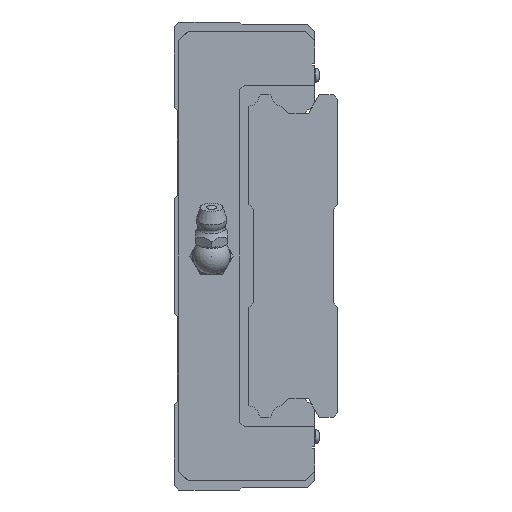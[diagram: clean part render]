
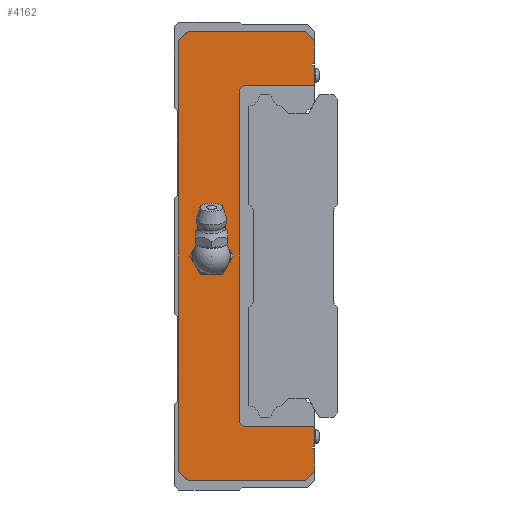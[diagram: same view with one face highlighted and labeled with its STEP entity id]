
A CAD part, left-side view. The second image highlights one B-rep face of the part: STEP entity #4162.
In plain terms, the highlighted planar face has unit normal (-1, 0, 0).
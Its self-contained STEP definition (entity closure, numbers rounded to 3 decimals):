
#124=LINE('',#6298,#548);
#139=LINE('',#6329,#563);
#146=LINE('',#6343,#570);
#150=LINE('',#6350,#574);
#158=LINE('',#6367,#582);
#161=LINE('',#6372,#585);
#180=LINE('',#6412,#604);
#181=LINE('',#6415,#605);
#182=LINE('',#6416,#606);
#183=LINE('',#6417,#607);
#184=LINE('',#6419,#608);
#185=LINE('',#6421,#609);
#186=LINE('',#6423,#610);
#187=LINE('',#6425,#611);
#188=LINE('',#6427,#612);
#189=LINE('',#6429,#613);
#190=LINE('',#6431,#614);
#191=LINE('',#6433,#615);
#192=LINE('',#6435,#616);
#193=LINE('',#6437,#617);
#194=LINE('',#6439,#618);
#195=LINE('',#6441,#619);
#548=VECTOR('',#4985,1000.);
#563=VECTOR('',#5002,1000.);
#570=VECTOR('',#5013,1000.);
#574=VECTOR('',#5019,1000.);
#582=VECTOR('',#5029,1000.);
#585=VECTOR('',#5034,1000.);
#604=VECTOR('',#5063,1000.);
#605=VECTOR('',#5064,1000.);
#606=VECTOR('',#5065,1000.);
#607=VECTOR('',#5066,1000.);
#608=VECTOR('',#5067,1000.);
#609=VECTOR('',#5068,1000.);
#610=VECTOR('',#5069,1000.);
#611=VECTOR('',#5070,1000.);
#612=VECTOR('',#5071,1000.);
#613=VECTOR('',#5072,1000.);
#614=VECTOR('',#5073,1000.);
#615=VECTOR('',#5074,1000.);
#616=VECTOR('',#5075,1000.);
#617=VECTOR('',#5076,1000.);
#618=VECTOR('',#5077,1000.);
#619=VECTOR('',#5078,1000.);
#937=PLANE('',#4473);
#1138=CIRCLE('',#4474,3.);
#1514=ORIENTED_EDGE('',*,*,#2554,.T.);
#1515=ORIENTED_EDGE('',*,*,#2555,.F.);
#1516=ORIENTED_EDGE('',*,*,#2556,.F.);
#1517=ORIENTED_EDGE('',*,*,#2523,.F.);
#1518=ORIENTED_EDGE('',*,*,#2519,.F.);
#1519=ORIENTED_EDGE('',*,*,#2512,.F.);
#1520=ORIENTED_EDGE('',*,*,#2557,.F.);
#1521=ORIENTED_EDGE('',*,*,#2497,.F.);
#1522=ORIENTED_EDGE('',*,*,#2534,.F.);
#1523=ORIENTED_EDGE('',*,*,#2531,.F.);
#1524=ORIENTED_EDGE('',*,*,#2558,.F.);
#1525=ORIENTED_EDGE('',*,*,#2559,.F.);
#1526=ORIENTED_EDGE('',*,*,#2560,.F.);
#1527=ORIENTED_EDGE('',*,*,#2561,.F.);
#1528=ORIENTED_EDGE('',*,*,#2562,.F.);
#1529=ORIENTED_EDGE('',*,*,#2563,.T.);
#1530=ORIENTED_EDGE('',*,*,#2564,.T.);
#1531=ORIENTED_EDGE('',*,*,#2565,.T.);
#1532=ORIENTED_EDGE('',*,*,#2566,.T.);
#1533=ORIENTED_EDGE('',*,*,#2567,.T.);
#1534=ORIENTED_EDGE('',*,*,#2568,.F.);
#1535=ORIENTED_EDGE('',*,*,#2569,.F.);
#1536=ORIENTED_EDGE('',*,*,#2570,.F.);
#2497=EDGE_CURVE('',#3034,#3035,#124,.T.);
#2512=EDGE_CURVE('',#3049,#3050,#139,.T.);
#2519=EDGE_CURVE('',#3050,#3055,#146,.T.);
#2523=EDGE_CURVE('',#3055,#3057,#150,.T.);
#2531=EDGE_CURVE('',#3064,#3065,#158,.T.);
#2534=EDGE_CURVE('',#3065,#3034,#161,.T.);
#2554=EDGE_CURVE('',#3081,#3081,#1138,.T.);
#2555=EDGE_CURVE('',#3082,#3083,#180,.T.);
#2556=EDGE_CURVE('',#3057,#3082,#181,.T.);
#2557=EDGE_CURVE('',#3035,#3049,#182,.T.);
#2558=EDGE_CURVE('',#3084,#3064,#183,.T.);
#2559=EDGE_CURVE('',#3085,#3084,#184,.T.);
#2560=EDGE_CURVE('',#3086,#3085,#185,.T.);
#2561=EDGE_CURVE('',#3087,#3086,#186,.T.);
#2562=EDGE_CURVE('',#3088,#3087,#187,.T.);
#2563=EDGE_CURVE('',#3088,#3089,#188,.T.);
#2564=EDGE_CURVE('',#3089,#3090,#189,.T.);
#2565=EDGE_CURVE('',#3090,#3091,#190,.T.);
#2566=EDGE_CURVE('',#3091,#3092,#191,.T.);
#2567=EDGE_CURVE('',#3092,#3093,#192,.T.);
#2568=EDGE_CURVE('',#3094,#3093,#193,.T.);
#2569=EDGE_CURVE('',#3095,#3094,#194,.T.);
#2570=EDGE_CURVE('',#3083,#3095,#195,.T.);
#3034=VERTEX_POINT('',#6297);
#3035=VERTEX_POINT('',#6299);
#3049=VERTEX_POINT('',#6328);
#3050=VERTEX_POINT('',#6330);
#3055=VERTEX_POINT('',#6344);
#3057=VERTEX_POINT('',#6351);
#3064=VERTEX_POINT('',#6366);
#3065=VERTEX_POINT('',#6368);
#3081=VERTEX_POINT('',#6411);
#3082=VERTEX_POINT('',#6413);
#3083=VERTEX_POINT('',#6414);
#3084=VERTEX_POINT('',#6418);
#3085=VERTEX_POINT('',#6420);
#3086=VERTEX_POINT('',#6422);
#3087=VERTEX_POINT('',#6424);
#3088=VERTEX_POINT('',#6426);
#3089=VERTEX_POINT('',#6428);
#3090=VERTEX_POINT('',#6430);
#3091=VERTEX_POINT('',#6432);
#3092=VERTEX_POINT('',#6434);
#3093=VERTEX_POINT('',#6436);
#3094=VERTEX_POINT('',#6438);
#3095=VERTEX_POINT('',#6440);
#3449=EDGE_LOOP('',(#1514));
#3450=EDGE_LOOP('',(#1515,#1516,#1517,#1518,#1519,#1520,#1521,#1522,#1523,
#1524,#1525,#1526,#1527,#1528,#1529,#1530,#1531,#1532,#1533,#1534,#1535,
#1536));
#3796=FACE_BOUND('',#3449,.T.);
#3797=FACE_BOUND('',#3450,.T.);
#4162=ADVANCED_FACE('',(#3796,#3797),#937,.F.);
#4473=AXIS2_PLACEMENT_3D('',#6409,#5059,#5060);
#4474=AXIS2_PLACEMENT_3D('',#6410,#5061,#5062);
#4985=DIRECTION('',(0.,0.707,0.707));
#5002=DIRECTION('',(0.,-0.707,0.707));
#5013=DIRECTION('',(0.,-1.,0.));
#5019=DIRECTION('',(0.,-0.707,-0.707));
#5029=DIRECTION('',(0.,0.707,-0.707));
#5034=DIRECTION('',(0.,1.,0.));
#5059=DIRECTION('',(1.,0.,0.));
#5060=DIRECTION('',(0.,0.,-1.));
#5061=DIRECTION('',(1.,0.,0.));
#5062=DIRECTION('',(0.,0.,-1.));
#5063=DIRECTION('',(0.,1.,0.));
#5064=DIRECTION('',(0.,0.,-1.));
#5065=DIRECTION('',(0.,0.,1.));
#5066=DIRECTION('',(0.,0.,-1.));
#5067=DIRECTION('',(0.,-1.,0.));
#5068=DIRECTION('',(0.,0.,-1.));
#5069=DIRECTION('',(0.,1.,0.));
#5070=DIRECTION('',(0.,0.,-1.));
#5071=DIRECTION('',(0.,1.,0.));
#5072=DIRECTION('',(0.,0.707,0.707));
#5073=DIRECTION('',(0.,0.,1.));
#5074=DIRECTION('',(0.,-0.707,0.707));
#5075=DIRECTION('',(0.,-1.,0.));
#5076=DIRECTION('',(0.,0.,-1.));
#5077=DIRECTION('',(0.,-1.,0.));
#5078=DIRECTION('',(0.,0.,-1.));
#6297=CARTESIAN_POINT('',(-51.8,28.,-48.));
#6298=CARTESIAN_POINT('',(-51.8,28.,-48.));
#6299=CARTESIAN_POINT('',(-51.8,30.,-46.));
#6328=CARTESIAN_POINT('',(-51.8,30.,46.));
#6329=CARTESIAN_POINT('',(-51.8,30.,46.));
#6330=CARTESIAN_POINT('',(-51.8,28.,48.));
#6343=CARTESIAN_POINT('',(-51.8,31.,48.));
#6344=CARTESIAN_POINT('',(-51.8,3.,48.));
#6350=CARTESIAN_POINT('',(-51.8,3.,48.));
#6351=CARTESIAN_POINT('',(-51.8,1.,46.));
#6366=CARTESIAN_POINT('',(-51.8,1.,-46.));
#6367=CARTESIAN_POINT('',(-51.8,1.,-46.));
#6368=CARTESIAN_POINT('',(-51.8,3.,-48.));
#6372=CARTESIAN_POINT('',(-51.8,0.,-48.));
#6409=CARTESIAN_POINT('',(-51.8,0.,0.));
#6410=CARTESIAN_POINT('',(-51.8,23.,0.));
#6411=CARTESIAN_POINT('',(-51.8,23.,-3.));
#6412=CARTESIAN_POINT('',(-51.8,0.,41.1));
#6413=CARTESIAN_POINT('',(-51.8,1.,41.1));
#6414=CARTESIAN_POINT('',(-51.8,1.5,41.1));
#6415=CARTESIAN_POINT('',(-51.8,1.,47.95));
#6416=CARTESIAN_POINT('',(-51.8,30.,-46.));
#6417=CARTESIAN_POINT('',(-51.8,1.,47.95));
#6418=CARTESIAN_POINT('',(-51.8,1.,-41.1));
#6419=CARTESIAN_POINT('',(-51.8,0.,-41.1));
#6420=CARTESIAN_POINT('',(-51.8,1.5,-41.1));
#6421=CARTESIAN_POINT('',(-51.8,1.5,0.));
#6422=CARTESIAN_POINT('',(-51.8,1.5,-40.8));
#6423=CARTESIAN_POINT('',(-51.8,0.,-40.8));
#6424=CARTESIAN_POINT('',(-51.8,1.,-40.8));
#6425=CARTESIAN_POINT('',(-51.8,1.,47.95));
#6426=CARTESIAN_POINT('',(-51.8,1.,-36.5));
#6427=CARTESIAN_POINT('',(-51.8,1.,-36.5));
#6428=CARTESIAN_POINT('',(-51.8,16.,-36.5));
#6429=CARTESIAN_POINT('',(-51.8,16.,-36.5));
#6430=CARTESIAN_POINT('',(-51.8,17.,-35.5));
#6431=CARTESIAN_POINT('',(-51.8,17.,-35.5));
#6432=CARTESIAN_POINT('',(-51.8,17.,35.5));
#6433=CARTESIAN_POINT('',(-51.8,17.,35.5));
#6434=CARTESIAN_POINT('',(-51.8,16.,36.5));
#6435=CARTESIAN_POINT('',(-51.8,16.,36.5));
#6436=CARTESIAN_POINT('',(-51.8,1.,36.5));
#6437=CARTESIAN_POINT('',(-51.8,1.,47.95));
#6438=CARTESIAN_POINT('',(-51.8,1.,40.8));
#6439=CARTESIAN_POINT('',(-51.8,0.,40.8));
#6440=CARTESIAN_POINT('',(-51.8,1.5,40.8));
#6441=CARTESIAN_POINT('',(-51.8,1.5,0.));
